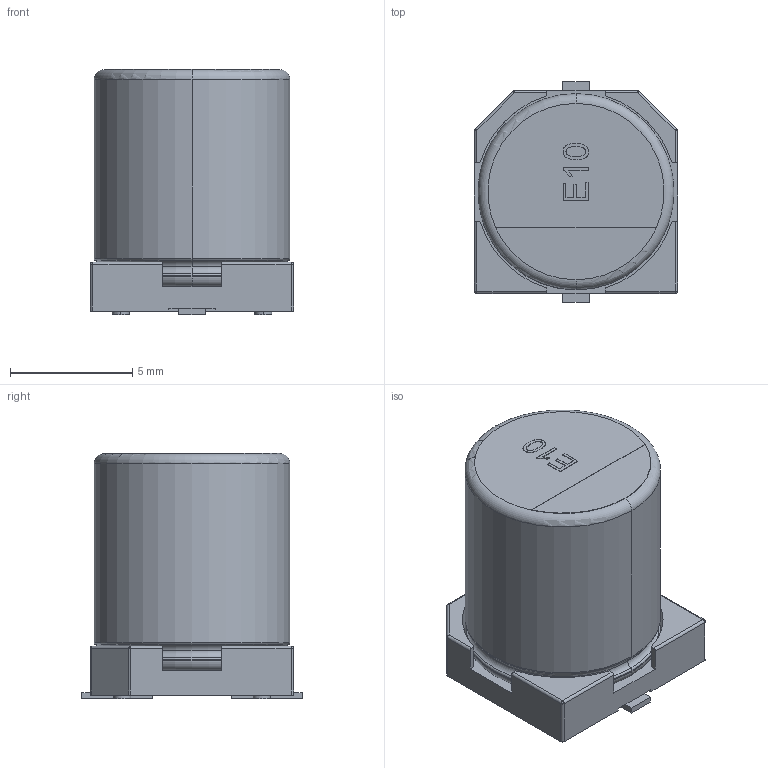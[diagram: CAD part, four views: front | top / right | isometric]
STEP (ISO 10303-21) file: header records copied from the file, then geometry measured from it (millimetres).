
FILE_DESCRIPTION (( 'STEP AP214' ), '1' );
FILE_NAME ('SMD Capacitor Polar E10(8X10mm).STEP', '2019-06-13T11:32:53', ( '' ), ( '' ), 'SwSTEP 2.0', 'SolidWorks 2018', '' );
FILE_SCHEMA (( 'AUTOMOTIVE_DESIGN' ));
Length unit declared in the file: millimetre
Products named in the file (1): SMD Capacitor Polar E10(8X10mm)
Bounding box: 8.3 x 9 x 10.02 mm (x, y, z)
Volume: 520.7 mm3; surface area: 447.7 mm2
Topology: 1 solids, 1 shells, 131 faces, 326 edges, 202 vertices
Faces by surface type: plane 68, cylinder 33, torus 12, bspline 12, sphere 6
Entity records: 5976 total; most frequent: CARTESIAN_POINT 1420, ORIENTED_EDGE 644, DIRECTION 627, EDGE_CURVE 322, VECTOR 209, AXIS2_PLACEMENT_3D 209, LINE 209, VERTEX_POINT 202
